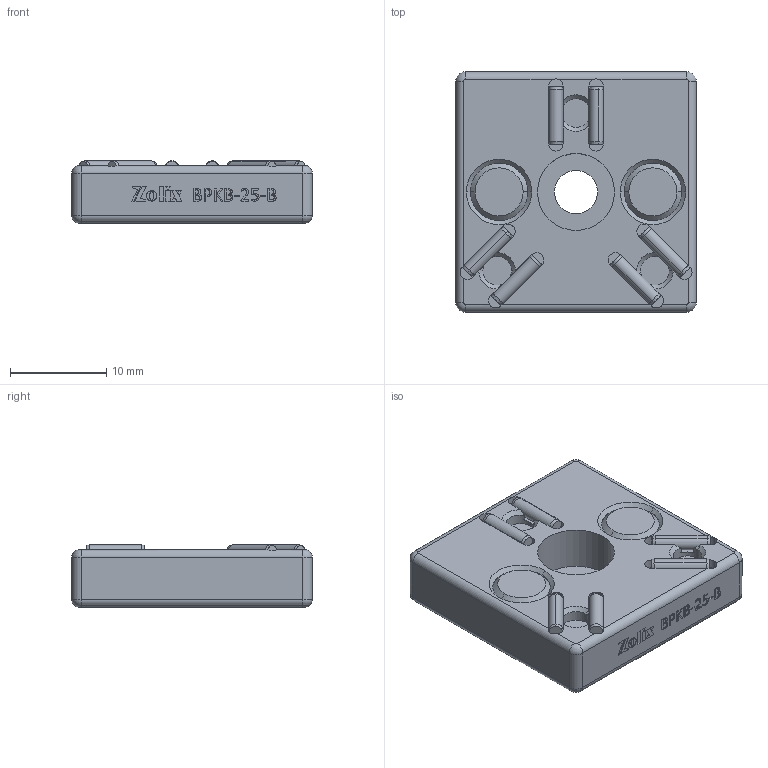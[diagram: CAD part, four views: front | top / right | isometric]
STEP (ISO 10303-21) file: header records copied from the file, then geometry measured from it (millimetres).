
FILE_DESCRIPTION (( 'STEP AP203' ), '1' );
FILE_NAME ('BPKB-25-B.STEP', '2025-10-27T08:46:48', ( '' ), ( '' ), 'SwSTEP 2.0', 'SolidWorks 2020', '' );
FILE_SCHEMA (( 'CONFIG_CONTROL_DESIGN' ));
Length unit declared in the file: millimetre
Products named in the file (1): BPKB-25-B
Bounding box: 25 x 25 x 6.5 mm (x, y, z)
Volume: 3374 mm3; surface area: 2591.2 mm2
Topology: 9 solids, 9 shells, 510 faces, 1323 edges, 856 vertices
Faces by surface type: plane 297, bspline 79, cylinder 66, cone 60, torus 8
Entity records: 19150 total; most frequent: CARTESIAN_POINT 7082, ORIENTED_EDGE 2630, DIRECTION 2191, EDGE_CURVE 1315, LINE 925, VECTOR 925, VERTEX_POINT 856, AXIS2_PLACEMENT_3D 633
